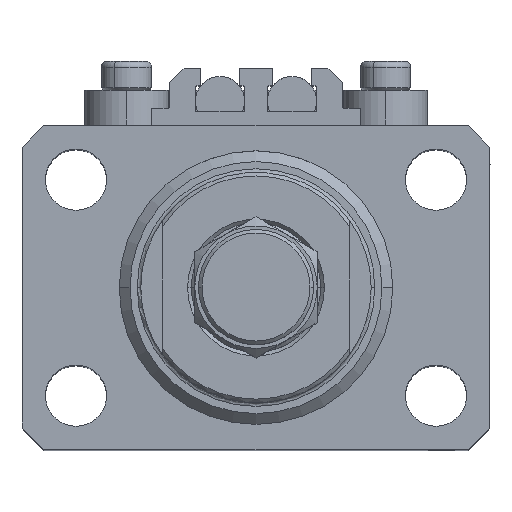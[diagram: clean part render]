
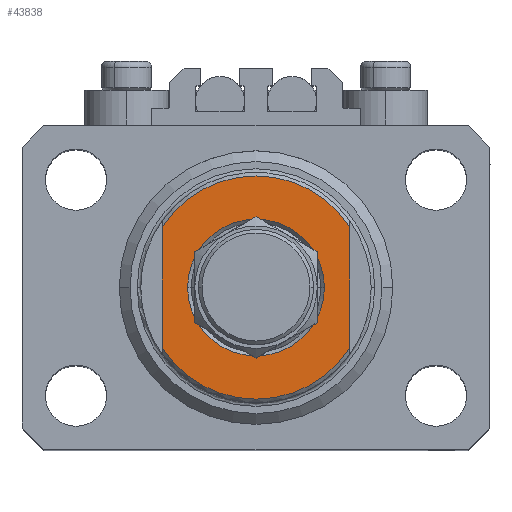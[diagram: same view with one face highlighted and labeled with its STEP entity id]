
A CAD part, top view. The second image highlights one B-rep face of the part: STEP entity #43838.
In plain terms, the highlighted face is planar.
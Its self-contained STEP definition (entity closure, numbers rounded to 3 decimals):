
#168 = PLANE ( 'NONE',  #43731 ) ;
#549 = EDGE_LOOP ( 'NONE', ( #2374, #24758, #48459, #26290 ) ) ;
#1114 = VECTOR ( 'NONE', #28512, 1000. ) ;
#2374 = ORIENTED_EDGE ( 'NONE', *, *, #31748, .T. ) ;
#3105 = DIRECTION ( 'NONE',  ( -1., 0., 0. ) ) ;
#4309 = AXIS2_PLACEMENT_3D ( 'NONE', #40482, #29847, #3105 ) ;
#4653 = EDGE_CURVE ( 'NONE', #32172, #14262, #10613, .T. ) ;
#6151 = DIRECTION ( 'NONE',  ( -1., 0., 0. ) ) ;
#10200 = CARTESIAN_POINT ( 'NONE',  ( 0., 0., -6.5 ) ) ;
#10613 = CIRCLE ( 'NONE', #17860, 9.5 ) ;
#11141 = CARTESIAN_POINT ( 'NONE',  ( 13., -8.441, -6.5 ) ) ;
#12407 = CARTESIAN_POINT ( 'NONE',  ( -13., 8.441, -6.5 ) ) ;
#13132 = CARTESIAN_POINT ( 'NONE',  ( 13., -43.081, -6.5 ) ) ;
#13679 = LINE ( 'NONE', #32356, #39819 ) ;
#14204 = EDGE_CURVE ( 'NONE', #44549, #34929, #13679, .T. ) ;
#14262 = VERTEX_POINT ( 'NONE', #41936 ) ;
#14723 = EDGE_CURVE ( 'NONE', #47241, #47246, #47715, .T. ) ;
#14827 = EDGE_CURVE ( 'NONE', #14262, #32172, #22076, .T. ) ;
#16977 = CARTESIAN_POINT ( 'NONE',  ( -9.5, 0., -6.5 ) ) ;
#17860 = AXIS2_PLACEMENT_3D ( 'NONE', #39805, #27938, #6151 ) ;
#19619 = CIRCLE ( 'NONE', #4309, 15.5 ) ;
#19647 = CARTESIAN_POINT ( 'NONE',  ( 0., 0., -6.5 ) ) ;
#22076 = CIRCLE ( 'NONE', #42233, 9.5 ) ;
#22233 = AXIS2_PLACEMENT_3D ( 'NONE', #10200, #25577, #32901 ) ;
#23924 = DIRECTION ( 'NONE',  ( -1., 0., 0. ) ) ;
#24758 = ORIENTED_EDGE ( 'NONE', *, *, #14723, .T. ) ;
#25577 = DIRECTION ( 'NONE',  ( 0., 0., -1. ) ) ;
#26290 = ORIENTED_EDGE ( 'NONE', *, *, #14204, .F. ) ;
#26411 = CARTESIAN_POINT ( 'NONE',  ( 0., 0., -6.5 ) ) ;
#27318 = CARTESIAN_POINT ( 'NONE',  ( -13., -8.441, -6.5 ) ) ;
#27475 = EDGE_LOOP ( 'NONE', ( #28366, #43539 ) ) ;
#27938 = DIRECTION ( 'NONE',  ( 0., 0., 1. ) ) ;
#28366 = ORIENTED_EDGE ( 'NONE', *, *, #4653, .T. ) ;
#28512 = DIRECTION ( 'NONE',  ( 0., -1., 0. ) ) ;
#29847 = DIRECTION ( 'NONE',  ( 0., 0., -1. ) ) ;
#30205 = DIRECTION ( 'NONE',  ( 0., 0., -1. ) ) ;
#31253 = DIRECTION ( 'NONE',  ( 0., 0., 1. ) ) ;
#31748 = EDGE_CURVE ( 'NONE', #44549, #47241, #35925, .T. ) ;
#32172 = VERTEX_POINT ( 'NONE', #16977 ) ;
#32356 = CARTESIAN_POINT ( 'NONE',  ( -13., -43.081, -6.5 ) ) ;
#32901 = DIRECTION ( 'NONE',  ( -1., 0., 0. ) ) ;
#33990 = DIRECTION ( 'NONE',  ( -1., 0., 0. ) ) ;
#34181 = EDGE_CURVE ( 'NONE', #47246, #34929, #19619, .T. ) ;
#34744 = FACE_BOUND ( 'NONE', #27475, .T. ) ;
#34929 = VERTEX_POINT ( 'NONE', #27318 ) ;
#35925 = CIRCLE ( 'NONE', #22233, 15.5 ) ;
#36144 = CARTESIAN_POINT ( 'NONE',  ( 13., 8.441, -6.5 ) ) ;
#38531 = FACE_OUTER_BOUND ( 'NONE', #549, .T. ) ;
#39805 = CARTESIAN_POINT ( 'NONE',  ( 0., 0., -6.5 ) ) ;
#39819 = VECTOR ( 'NONE', #40688, 1000. ) ;
#40482 = CARTESIAN_POINT ( 'NONE',  ( 0., 0., -6.5 ) ) ;
#40688 = DIRECTION ( 'NONE',  ( 0., -1., 0. ) ) ;
#41936 = CARTESIAN_POINT ( 'NONE',  ( 9.5, 0., -6.5 ) ) ;
#42233 = AXIS2_PLACEMENT_3D ( 'NONE', #19647, #31253, #23924 ) ;
#43539 = ORIENTED_EDGE ( 'NONE', *, *, #14827, .T. ) ;
#43731 = AXIS2_PLACEMENT_3D ( 'NONE', #26411, #30205, #33990 ) ;
#43838 = ADVANCED_FACE ( 'NONE', ( #34744, #38531 ), #168, .T. ) ;
#44549 = VERTEX_POINT ( 'NONE', #12407 ) ;
#47241 = VERTEX_POINT ( 'NONE', #36144 ) ;
#47246 = VERTEX_POINT ( 'NONE', #11141 ) ;
#47715 = LINE ( 'NONE', #13132, #1114 ) ;
#48459 = ORIENTED_EDGE ( 'NONE', *, *, #34181, .T. ) ;
